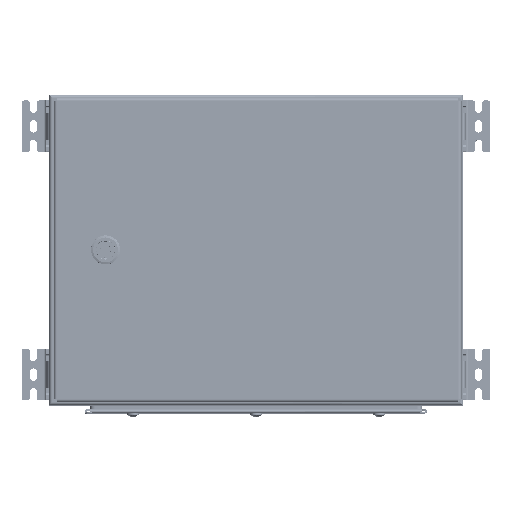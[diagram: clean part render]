
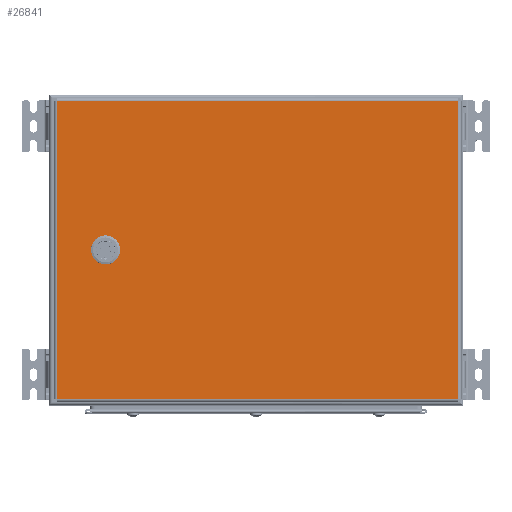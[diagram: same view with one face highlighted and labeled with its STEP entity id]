
A CAD part, top view. The second image highlights one B-rep face of the part: STEP entity #26841.
In plain terms, the highlighted planar face has unit normal (0, 0, 1).
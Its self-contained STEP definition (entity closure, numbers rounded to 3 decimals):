
#242 = AXIS2_PLACEMENT_3D ( 'NONE', #44097, #37892, #38602 ) ;
#772 = CARTESIAN_POINT ( 'NONE',  ( 0., 10.25, 0. ) ) ;
#943 = VECTOR ( 'NONE', #18536, 1000. ) ;
#1558 = VERTEX_POINT ( 'NONE', #28783 ) ;
#2192 = VERTEX_POINT ( 'NONE', #42271 ) ;
#2815 = DIRECTION ( 'NONE',  ( 1., 0., 0. ) ) ;
#2906 = LINE ( 'NONE', #47517, #59514 ) ;
#3084 = VECTOR ( 'NONE', #49238, 1000. ) ;
#3342 = DIRECTION ( 'NONE',  ( 1., 0., 0. ) ) ;
#3413 = AXIS2_PLACEMENT_3D ( 'NONE', #44256, #61784, #16460 ) ;
#3596 = DIRECTION ( 'NONE',  ( 0., 0., 1. ) ) ;
#3648 = VECTOR ( 'NONE', #12448, 1000. ) ;
#4244 = FACE_BOUND ( 'NONE', #39536, .T. ) ;
#5109 = EDGE_CURVE ( 'NONE', #51015, #13134, #26918, .T. ) ;
#5794 = CARTESIAN_POINT ( 'NONE',  ( -157.25, 4.637, 0. ) ) ;
#6612 = LINE ( 'NONE', #66593, #27039 ) ;
#6623 = ORIENTED_EDGE ( 'NONE', *, *, #67634, .F. ) ;
#7178 = ORIENTED_EDGE ( 'NONE', *, *, #42735, .T. ) ;
#7462 = EDGE_CURVE ( 'NONE', #42264, #1558, #13740, .T. ) ;
#10886 = DIRECTION ( 'NONE',  ( 0., 0., 1. ) ) ;
#12104 = CARTESIAN_POINT ( 'NONE',  ( -157.25, 0., 0. ) ) ;
#12143 = ORIENTED_EDGE ( 'NONE', *, *, #45157, .F. ) ;
#12448 = DIRECTION ( 'NONE',  ( 1., 0., 0. ) ) ;
#12691 = LINE ( 'NONE', #41221, #12892 ) ;
#12892 = VECTOR ( 'NONE', #2815, 1000. ) ;
#13134 = VERTEX_POINT ( 'NONE', #48673 ) ;
#13384 = CARTESIAN_POINT ( 'NONE',  ( -136.75, -4.637, 0. ) ) ;
#13416 = DIRECTION ( 'NONE',  ( 1., 0., 0. ) ) ;
#13740 = LINE ( 'NONE', #69754, #943 ) ;
#14726 = AXIS2_PLACEMENT_3D ( 'NONE', #47235, #10886, #3342 ) ;
#16267 = CIRCLE ( 'NONE', #3413, 11.25 ) ;
#16460 = DIRECTION ( 'NONE',  ( 1., 0., 0. ) ) ;
#18536 = DIRECTION ( 'NONE',  ( 0., 1., 0. ) ) ;
#19180 = ORIENTED_EDGE ( 'NONE', *, *, #7462, .T. ) ;
#19479 = CARTESIAN_POINT ( 'NONE',  ( -151.637, 10.25, 0. ) ) ;
#23992 = AXIS2_PLACEMENT_3D ( 'NONE', #54054, #3596, #70552 ) ;
#24007 = CARTESIAN_POINT ( 'NONE',  ( 194., -144., 0. ) ) ;
#26584 = CARTESIAN_POINT ( 'NONE',  ( -136.75, 4.637, 0. ) ) ;
#26841 = ADVANCED_FACE ( 'NONE', ( #4244, #27269 ), #54697, .F. ) ;
#26918 = LINE ( 'NONE', #27283, #3084 ) ;
#27039 = VECTOR ( 'NONE', #50902, 1000. ) ;
#27269 = FACE_OUTER_BOUND ( 'NONE', #60303, .T. ) ;
#27283 = CARTESIAN_POINT ( 'NONE',  ( 0., -10.25, 0. ) ) ;
#28687 = ORIENTED_EDGE ( 'NONE', *, *, #40469, .T. ) ;
#28783 = CARTESIAN_POINT ( 'NONE',  ( 194., 144., 0. ) ) ;
#29404 = CIRCLE ( 'NONE', #38743, 11.25 ) ;
#29550 = CARTESIAN_POINT ( 'NONE',  ( -147., 0., 0. ) ) ;
#30548 = EDGE_CURVE ( 'NONE', #36099, #51015, #71877, .T. ) ;
#30585 = VERTEX_POINT ( 'NONE', #37254 ) ;
#30816 = DIRECTION ( 'NONE',  ( 0., -1., 0. ) ) ;
#30884 = VERTEX_POINT ( 'NONE', #13384 ) ;
#31521 = VERTEX_POINT ( 'NONE', #34510 ) ;
#31556 = EDGE_CURVE ( 'NONE', #13134, #30884, #41611, .T. ) ;
#31746 = ORIENTED_EDGE ( 'NONE', *, *, #70549, .F. ) ;
#32306 = ORIENTED_EDGE ( 'NONE', *, *, #31556, .F. ) ;
#34271 = ORIENTED_EDGE ( 'NONE', *, *, #30548, .F. ) ;
#34510 = CARTESIAN_POINT ( 'NONE',  ( -194., -144., 0. ) ) ;
#35944 = LINE ( 'NONE', #58591, #61658 ) ;
#36099 = VERTEX_POINT ( 'NONE', #49048 ) ;
#37254 = CARTESIAN_POINT ( 'NONE',  ( -194., 144., 0. ) ) ;
#37892 = DIRECTION ( 'NONE',  ( 0., 0., -1. ) ) ;
#38602 = DIRECTION ( 'NONE',  ( -1., 0., 0. ) ) ;
#38743 = AXIS2_PLACEMENT_3D ( 'NONE', #29550, #41598, #13416 ) ;
#39200 = LINE ( 'NONE', #12104, #47681 ) ;
#39536 = EDGE_LOOP ( 'NONE', ( #6623, #12143, #32306, #69421, #34271, #7178, #31746, #42348 ) ) ;
#40469 = EDGE_CURVE ( 'NONE', #31521, #42264, #12691, .T. ) ;
#41221 = CARTESIAN_POINT ( 'NONE',  ( -194.793, -144., 0. ) ) ;
#41598 = DIRECTION ( 'NONE',  ( 0., 0., 1. ) ) ;
#41611 = CIRCLE ( 'NONE', #14726, 11.25 ) ;
#42264 = VERTEX_POINT ( 'NONE', #24007 ) ;
#42271 = CARTESIAN_POINT ( 'NONE',  ( -142.363, 10.25, 0. ) ) ;
#42348 = ORIENTED_EDGE ( 'NONE', *, *, #60757, .T. ) ;
#42735 = EDGE_CURVE ( 'NONE', #36099, #70342, #39200, .T. ) ;
#44097 = CARTESIAN_POINT ( 'NONE',  ( 0., 0., 0. ) ) ;
#44256 = CARTESIAN_POINT ( 'NONE',  ( -147., 0., 0. ) ) ;
#45157 = EDGE_CURVE ( 'NONE', #30884, #65124, #2906, .T. ) ;
#47235 = CARTESIAN_POINT ( 'NONE',  ( -147., 0., 0. ) ) ;
#47517 = CARTESIAN_POINT ( 'NONE',  ( -136.75, 0., 0. ) ) ;
#47681 = VECTOR ( 'NONE', #61467, 1000. ) ;
#48673 = CARTESIAN_POINT ( 'NONE',  ( -142.363, -10.25, 0. ) ) ;
#49048 = CARTESIAN_POINT ( 'NONE',  ( -157.25, -4.637, 0. ) ) ;
#49238 = DIRECTION ( 'NONE',  ( 1., 0., 0. ) ) ;
#50902 = DIRECTION ( 'NONE',  ( -1., 0., 0. ) ) ;
#51015 = VERTEX_POINT ( 'NONE', #70080 ) ;
#54054 = CARTESIAN_POINT ( 'NONE',  ( -147., 0., 0. ) ) ;
#54697 = PLANE ( 'NONE',  #242 ) ;
#55847 = EDGE_CURVE ( 'NONE', #30585, #31521, #35944, .T. ) ;
#57103 = LINE ( 'NONE', #772, #3648 ) ;
#58154 = DIRECTION ( 'NONE',  ( 0., 1., 0. ) ) ;
#58591 = CARTESIAN_POINT ( 'NONE',  ( -194., 144.793, 0. ) ) ;
#59514 = VECTOR ( 'NONE', #58154, 1000. ) ;
#60303 = EDGE_LOOP ( 'NONE', ( #28687, #19180, #62857, #67504 ) ) ;
#60757 = EDGE_CURVE ( 'NONE', #64956, #2192, #57103, .T. ) ;
#61467 = DIRECTION ( 'NONE',  ( 0., 1., 0. ) ) ;
#61658 = VECTOR ( 'NONE', #30816, 1000. ) ;
#61784 = DIRECTION ( 'NONE',  ( 0., 0., 1. ) ) ;
#62857 = ORIENTED_EDGE ( 'NONE', *, *, #70591, .T. ) ;
#64956 = VERTEX_POINT ( 'NONE', #19479 ) ;
#65124 = VERTEX_POINT ( 'NONE', #26584 ) ;
#66593 = CARTESIAN_POINT ( 'NONE',  ( 194.793, 144., 0. ) ) ;
#67504 = ORIENTED_EDGE ( 'NONE', *, *, #55847, .T. ) ;
#67634 = EDGE_CURVE ( 'NONE', #65124, #2192, #16267, .T. ) ;
#69421 = ORIENTED_EDGE ( 'NONE', *, *, #5109, .F. ) ;
#69754 = CARTESIAN_POINT ( 'NONE',  ( 194., -144.793, 0. ) ) ;
#70080 = CARTESIAN_POINT ( 'NONE',  ( -151.637, -10.25, 0. ) ) ;
#70342 = VERTEX_POINT ( 'NONE', #5794 ) ;
#70549 = EDGE_CURVE ( 'NONE', #64956, #70342, #29404, .T. ) ;
#70552 = DIRECTION ( 'NONE',  ( 1., 0., 0. ) ) ;
#70591 = EDGE_CURVE ( 'NONE', #1558, #30585, #6612, .T. ) ;
#71877 = CIRCLE ( 'NONE', #23992, 11.25 ) ;
